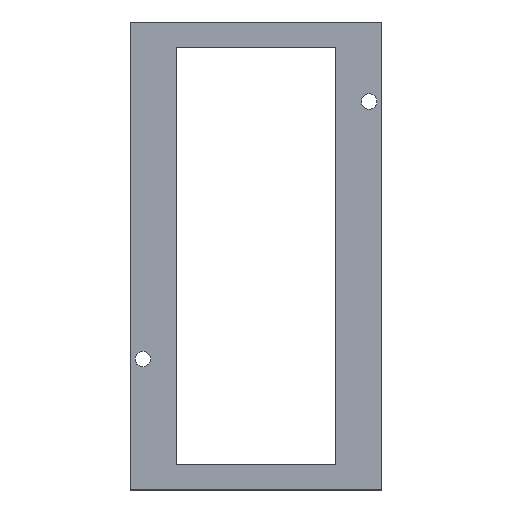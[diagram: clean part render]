
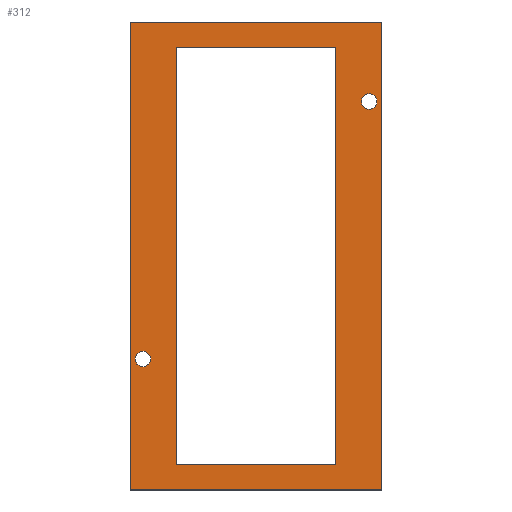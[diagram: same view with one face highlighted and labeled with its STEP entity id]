
A CAD part, top view. The second image highlights one B-rep face of the part: STEP entity #312.
In plain terms, the highlighted planar face has unit normal (0, 0, 1).
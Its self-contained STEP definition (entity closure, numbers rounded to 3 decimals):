
#17=FACE_BOUND('',#47,.T.);
#18=FACE_BOUND('',#48,.T.);
#19=FACE_BOUND('',#49,.T.);
#23=CIRCLE('',#343,1.5);
#24=CIRCLE('',#344,1.5);
#30=FACE_OUTER_BOUND('',#46,.T.);
#46=EDGE_LOOP('',(#223,#224,#225,#226));
#47=EDGE_LOOP('',(#227));
#48=EDGE_LOOP('',(#228));
#49=EDGE_LOOP('',(#229,#230,#231,#232));
#70=LINE('',#453,#108);
#74=LINE('',#462,#112);
#76=LINE('',#467,#114);
#77=LINE('',#469,#115);
#78=LINE('',#471,#116);
#79=LINE('',#472,#117);
#80=LINE('',#477,#118);
#81=LINE('',#478,#119);
#108=VECTOR('',#370,10.);
#112=VECTOR('',#376,10.);
#114=VECTOR('',#380,10.);
#115=VECTOR('',#381,10.);
#116=VECTOR('',#382,10.);
#117=VECTOR('',#383,10.);
#118=VECTOR('',#388,10.);
#119=VECTOR('',#389,10.);
#145=VERTEX_POINT('',#450);
#146=VERTEX_POINT('',#452);
#149=VERTEX_POINT('',#459);
#150=VERTEX_POINT('',#461);
#151=VERTEX_POINT('',#465);
#152=VERTEX_POINT('',#466);
#153=VERTEX_POINT('',#468);
#154=VERTEX_POINT('',#470);
#155=VERTEX_POINT('',#473);
#156=VERTEX_POINT('',#475);
#174=EDGE_CURVE('',#146,#145,#70,.T.);
#178=EDGE_CURVE('',#150,#149,#74,.T.);
#180=EDGE_CURVE('',#151,#152,#76,.T.);
#181=EDGE_CURVE('',#152,#153,#77,.T.);
#182=EDGE_CURVE('',#153,#154,#78,.T.);
#183=EDGE_CURVE('',#154,#151,#79,.T.);
#184=EDGE_CURVE('',#155,#155,#23,.T.);
#185=EDGE_CURVE('',#156,#156,#24,.T.);
#186=EDGE_CURVE('',#149,#146,#80,.T.);
#187=EDGE_CURVE('',#145,#150,#81,.T.);
#223=ORIENTED_EDGE('',*,*,#180,.T.);
#224=ORIENTED_EDGE('',*,*,#181,.T.);
#225=ORIENTED_EDGE('',*,*,#182,.T.);
#226=ORIENTED_EDGE('',*,*,#183,.T.);
#227=ORIENTED_EDGE('',*,*,#184,.T.);
#228=ORIENTED_EDGE('',*,*,#185,.T.);
#229=ORIENTED_EDGE('',*,*,#178,.T.);
#230=ORIENTED_EDGE('',*,*,#186,.T.);
#231=ORIENTED_EDGE('',*,*,#174,.T.);
#232=ORIENTED_EDGE('',*,*,#187,.T.);
#298=PLANE('',#342);
#312=ADVANCED_FACE('',(#30,#17,#18,#19),#298,.T.);
#342=AXIS2_PLACEMENT_3D('',#464,#378,#379);
#343=AXIS2_PLACEMENT_3D('',#474,#384,#385);
#344=AXIS2_PLACEMENT_3D('',#476,#386,#387);
#370=DIRECTION('',(0.,-1.,0.));
#376=DIRECTION('',(0.,1.,0.));
#378=DIRECTION('center_axis',(0.,0.,1.));
#379=DIRECTION('ref_axis',(-1.,0.,0.));
#380=DIRECTION('',(0.,-1.,0.));
#381=DIRECTION('',(1.,0.,0.));
#382=DIRECTION('',(0.,1.,0.));
#383=DIRECTION('',(-1.,0.,0.));
#384=DIRECTION('center_axis',(0.,0.,-1.));
#385=DIRECTION('ref_axis',(-1.,0.,0.));
#386=DIRECTION('center_axis',(0.,0.,-1.));
#387=DIRECTION('ref_axis',(-1.,0.,0.));
#388=DIRECTION('',(1.,0.,0.));
#389=DIRECTION('',(-1.,0.,0.));
#450=CARTESIAN_POINT('',(-2.5,-0.5,5.));
#452=CARTESIAN_POINT('',(-2.5,80.5,5.));
#453=CARTESIAN_POINT('',(-2.5,80.5,5.));
#459=CARTESIAN_POINT('',(-33.5,80.5,5.));
#461=CARTESIAN_POINT('',(-33.5,-0.5,5.));
#462=CARTESIAN_POINT('',(-33.5,80.5,5.));
#464=CARTESIAN_POINT('Origin',(-18.,40.,5.));
#465=CARTESIAN_POINT('',(-42.5,85.5,5.));
#466=CARTESIAN_POINT('',(-42.5,-5.5,5.));
#467=CARTESIAN_POINT('',(-42.5,85.5,5.));
#468=CARTESIAN_POINT('',(6.5,-5.5,5.));
#469=CARTESIAN_POINT('',(-42.5,-5.5,5.));
#470=CARTESIAN_POINT('',(6.5,85.5,5.));
#471=CARTESIAN_POINT('',(6.5,-5.5,5.));
#472=CARTESIAN_POINT('',(6.5,85.5,5.));
#473=CARTESIAN_POINT('',(2.5,70.04,5.));
#474=CARTESIAN_POINT('Origin',(4.,70.04,5.));
#475=CARTESIAN_POINT('',(-41.5,19.95,5.));
#476=CARTESIAN_POINT('Origin',(-40.,19.95,5.));
#477=CARTESIAN_POINT('',(-36.5,80.5,5.));
#478=CARTESIAN_POINT('',(0.5,-0.5,5.));
